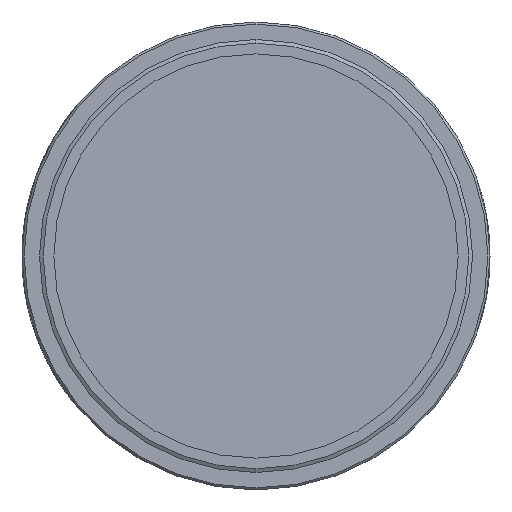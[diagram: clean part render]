
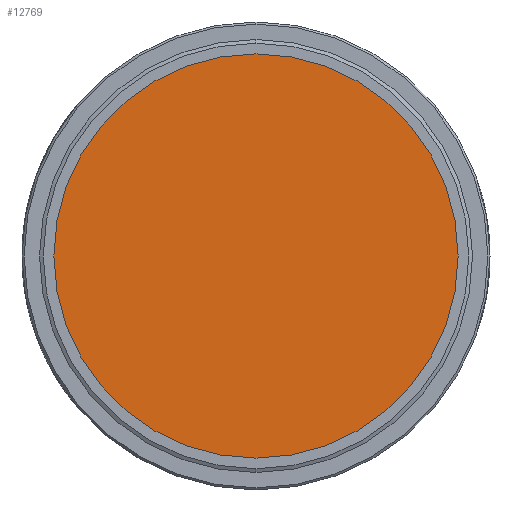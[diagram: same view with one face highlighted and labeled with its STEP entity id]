
A CAD part, left-side view. The second image highlights one B-rep face of the part: STEP entity #12769.
In plain terms, the highlighted planar face has unit normal (-1, 0, 0).
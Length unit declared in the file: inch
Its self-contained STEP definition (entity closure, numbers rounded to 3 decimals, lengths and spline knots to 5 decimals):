
#374 = EDGE_CURVE ( 'NONE', #1059, #13170, #12303, .T. ) ;
#1037 = ORIENTED_EDGE ( 'NONE', *, *, #10896, .F. ) ;
#1059 = VERTEX_POINT ( 'NONE', #3419 ) ;
#1817 = AXIS2_PLACEMENT_3D ( 'NONE', #14736, #2772, #11157 ) ;
#2772 = DIRECTION ( 'NONE',  ( 1., 0., 0. ) ) ;
#3419 = CARTESIAN_POINT ( 'NONE',  ( -0.105, 0., 1. ) ) ;
#3494 = EDGE_LOOP ( 'NONE', ( #1037, #6206 ) ) ;
#4665 = DIRECTION ( 'NONE',  ( 1., 0., 0. ) ) ;
#5404 = CARTESIAN_POINT ( 'NONE',  ( -0.105, 0., 0. ) ) ;
#5896 = AXIS2_PLACEMENT_3D ( 'NONE', #14253, #4665, #15490 ) ;
#5989 = AXIS2_PLACEMENT_3D ( 'NONE', #5404, #13760, #6612 ) ;
#6206 = ORIENTED_EDGE ( 'NONE', *, *, #374, .F. ) ;
#6612 = DIRECTION ( 'NONE',  ( 0., 0., -1. ) ) ;
#7568 = PLANE ( 'NONE',  #1817 ) ;
#10896 = EDGE_CURVE ( 'NONE', #13170, #1059, #13683, .T. ) ;
#11157 = DIRECTION ( 'NONE',  ( 0., 0., -1. ) ) ;
#12303 = CIRCLE ( 'NONE', #5896, 1. ) ;
#12769 = ADVANCED_FACE ( 'NONE', ( #14984 ), #7568, .F. ) ;
#13170 = VERTEX_POINT ( 'NONE', #15050 ) ;
#13683 = CIRCLE ( 'NONE', #5989, 1. ) ;
#13760 = DIRECTION ( 'NONE',  ( 1., 0., 0. ) ) ;
#14253 = CARTESIAN_POINT ( 'NONE',  ( -0.105, 0., 0. ) ) ;
#14736 = CARTESIAN_POINT ( 'NONE',  ( -0.105, 0., 0. ) ) ;
#14984 = FACE_OUTER_BOUND ( 'NONE', #3494, .T. ) ;
#15050 = CARTESIAN_POINT ( 'NONE',  ( -0.105, 0., -1. ) ) ;
#15490 = DIRECTION ( 'NONE',  ( 0., 0., -1. ) ) ;
